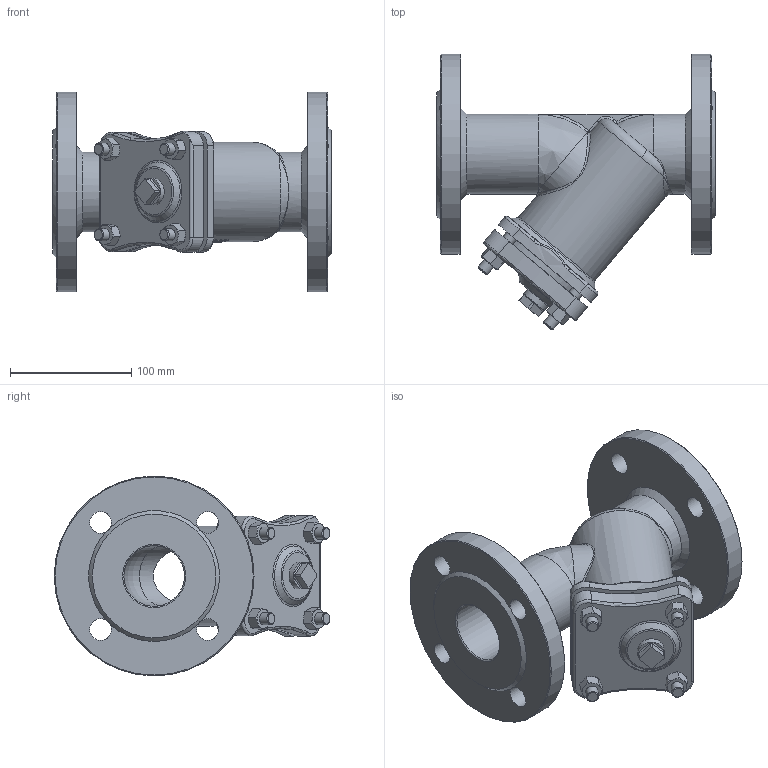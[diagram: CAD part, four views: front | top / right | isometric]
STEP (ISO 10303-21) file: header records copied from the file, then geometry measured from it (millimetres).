
FILE_DESCRIPTION(/* description */ (''),/* implementation_level */ '2;1');
FILE_NAME(/* name */ 'DN50_3D_STEP.stp',/* time_stamp */ '2025-12-18T23:30:20+03:00',/* author */ ('igorr'),/* organization */ (''),/* preprocessor_version */ 'ST-DEVELOPER v20',/* originating_system */ 'Autodesk Inventor 2025',/* authorisation */ '');
FILE_SCHEMA (('AUTOMOTIVE_DESIGN { 1 0 10303 214 3 1 1 }'));
Length unit declared in the file: millimetre
Products named in the file (3): Сборка; Деталь1; ANSI B18.2.4.2M - M10x1,5
Assembly tree (5 placements, depth 2):
  Сборка
    Деталь1
    ANSI B18.2.4.2M - M10x1,5  x4
Bounding box: 230 x 227.49 x 165 mm (x, y, z)
Volume: 1565332.1 mm3; surface area: 226825.8 mm2
Topology: 5 solids, 5 shells, 331 faces, 821 edges, 509 vertices
Faces by surface type: plane 105, cylinder 76, cone 71, bspline 43, torus 34, sphere 2
Full cylindrical faces by diameter (mm): 8.376 x4, 10 x8, 18 x8, 22 x1, 50 x4, 66 x2, 82 x2, 165 x2
Entity records: 9886 total; most frequent: CARTESIAN_POINT 3276, ORIENTED_EDGE 1338, DIRECTION 1272, EDGE_CURVE 669, AXIS2_PLACEMENT_3D 528, VERTEX_POINT 422, EDGE_LOOP 301, CIRCLE 286
